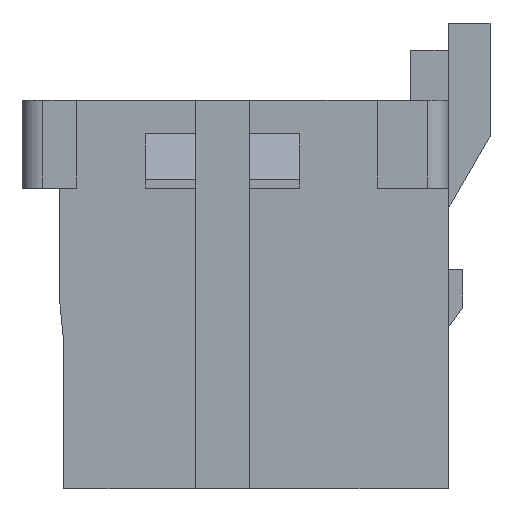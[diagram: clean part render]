
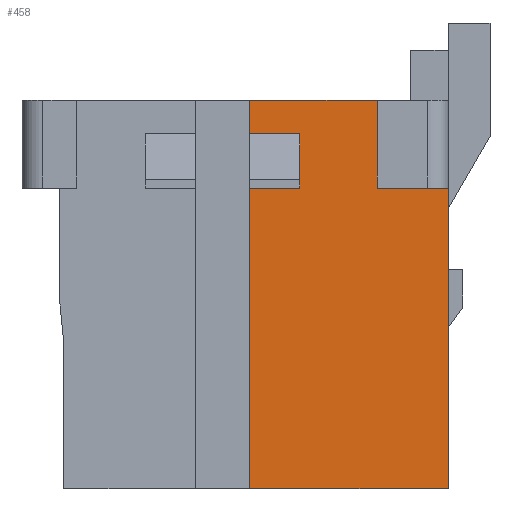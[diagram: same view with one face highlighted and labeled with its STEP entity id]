
A CAD part, left-side view. The second image highlights one B-rep face of the part: STEP entity #458.
In plain terms, the highlighted planar face has unit normal (-1, 0, 0).
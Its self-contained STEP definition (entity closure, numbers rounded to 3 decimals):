
#458 = ADVANCED_FACE( '', ( #1175 ), #1176, .F. );
#1175 = FACE_OUTER_BOUND( '', #2167, .T. );
#1176 = PLANE( '', #2168 );
#2167 = EDGE_LOOP( '', ( #3524, #3525, #3526, #3527, #3528, #3529, #3530, #3531, #3532, #3533 ) );
#2168 = AXIS2_PLACEMENT_3D( '', #3534, #3535, #3536 );
#3524 = ORIENTED_EDGE( '', *, *, #6402, .T. );
#3525 = ORIENTED_EDGE( '', *, *, #6403, .T. );
#3526 = ORIENTED_EDGE( '', *, *, #6404, .F. );
#3527 = ORIENTED_EDGE( '', *, *, #6405, .F. );
#3528 = ORIENTED_EDGE( '', *, *, #6406, .F. );
#3529 = ORIENTED_EDGE( '', *, *, #6407, .F. );
#3530 = ORIENTED_EDGE( '', *, *, #6408, .F. );
#3531 = ORIENTED_EDGE( '', *, *, #6409, .F. );
#3532 = ORIENTED_EDGE( '', *, *, #6410, .F. );
#3533 = ORIENTED_EDGE( '', *, *, #6411, .T. );
#3534 = CARTESIAN_POINT( '', ( -4.8, 0., 0. ) );
#3535 = DIRECTION( '', ( 1., 0., 0. ) );
#3536 = DIRECTION( '', ( 0., 0., -1. ) );
#6402 = EDGE_CURVE( '', #7881, #7882, #7883, .T. );
#6403 = EDGE_CURVE( '', #7882, #7884, #7885, .T. );
#6404 = EDGE_CURVE( '', #7886, #7884, #7887, .T. );
#6405 = EDGE_CURVE( '', #7888, #7886, #7889, .T. );
#6406 = EDGE_CURVE( '', #7890, #7888, #7891, .T. );
#6407 = EDGE_CURVE( '', #7892, #7890, #7893, .T. );
#6408 = EDGE_CURVE( '', #7894, #7892, #7895, .T. );
#6409 = EDGE_CURVE( '', #7896, #7894, #7897, .T. );
#6410 = EDGE_CURVE( '', #7898, #7896, #7899, .T. );
#6411 = EDGE_CURVE( '', #7898, #7881, #7900, .T. );
#7881 = VERTEX_POINT( '', #9958 );
#7882 = VERTEX_POINT( '', #9959 );
#7883 = LINE( '', #9960, #9961 );
#7884 = VERTEX_POINT( '', #9962 );
#7885 = LINE( '', #9963, #9964 );
#7886 = VERTEX_POINT( '', #9965 );
#7887 = LINE( '', #9966, #9967 );
#7888 = VERTEX_POINT( '', #9968 );
#7889 = LINE( '', #9969, #9970 );
#7890 = VERTEX_POINT( '', #9971 );
#7891 = LINE( '', #9972, #9973 );
#7892 = VERTEX_POINT( '', #9974 );
#7893 = LINE( '', #9975, #9976 );
#7894 = VERTEX_POINT( '', #9977 );
#7895 = LINE( '', #9978, #9979 );
#7896 = VERTEX_POINT( '', #9980 );
#7897 = LINE( '', #9981, #9982 );
#7898 = VERTEX_POINT( '', #9983 );
#7899 = LINE( '', #9984, #9985 );
#7900 = LINE( '', #9986, #9987 );
#9958 = CARTESIAN_POINT( '', ( -4.8, -1.55, 3.85 ) );
#9959 = CARTESIAN_POINT( '', ( -4.8, -1.55, 2.55 ) );
#9960 = CARTESIAN_POINT( '', ( -4.8, -1.55, 3.85 ) );
#9961 = VECTOR( '', #12020, 1000. );
#9962 = CARTESIAN_POINT( '', ( -4.8, -0.35, 2.55 ) );
#9963 = CARTESIAN_POINT( '', ( -4.8, -1.55, 2.55 ) );
#9964 = VECTOR( '', #12021, 1000. );
#9965 = CARTESIAN_POINT( '', ( -4.8, -0.35, -4.65 ) );
#9966 = CARTESIAN_POINT( '', ( -4.8, -0.35, -4.65 ) );
#9967 = VECTOR( '', #12022, 1000. );
#9968 = CARTESIAN_POINT( '', ( -4.8, -5.1, -4.65 ) );
#9969 = CARTESIAN_POINT( '', ( -4.8, -5.1, -4.65 ) );
#9970 = VECTOR( '', #12023, 1000. );
#9971 = CARTESIAN_POINT( '', ( -4.8, -5.1, 2.55 ) );
#9972 = CARTESIAN_POINT( '', ( -4.8, -5.1, 4.65 ) );
#9973 = VECTOR( '', #12024, 1000. );
#9974 = CARTESIAN_POINT( '', ( -4.8, -3.4, 2.55 ) );
#9975 = CARTESIAN_POINT( '', ( -4.8, -3.4, 2.55 ) );
#9976 = VECTOR( '', #12025, 1000. );
#9977 = CARTESIAN_POINT( '', ( -4.8, -3.4, 4.65 ) );
#9978 = CARTESIAN_POINT( '', ( -4.8, -3.4, 4.65 ) );
#9979 = VECTOR( '', #12026, 1000. );
#9980 = CARTESIAN_POINT( '', ( -4.8, -0.35, 4.65 ) );
#9981 = CARTESIAN_POINT( '', ( -4.8, 5.1, 4.65 ) );
#9982 = VECTOR( '', #12027, 1000. );
#9983 = CARTESIAN_POINT( '', ( -4.8, -0.35, 3.85 ) );
#9984 = CARTESIAN_POINT( '', ( -4.8, -0.35, -4.65 ) );
#9985 = VECTOR( '', #12028, 1000. );
#9986 = CARTESIAN_POINT( '', ( -4.8, -0.35, 3.85 ) );
#9987 = VECTOR( '', #12029, 1000. );
#12020 = DIRECTION( '', ( 0., 0., -1. ) );
#12021 = DIRECTION( '', ( 0., 1., 0. ) );
#12022 = DIRECTION( '', ( 0., 0., 1. ) );
#12023 = DIRECTION( '', ( 0., 1., 0. ) );
#12024 = DIRECTION( '', ( 0., 0., -1. ) );
#12025 = DIRECTION( '', ( 0., -1., 0. ) );
#12026 = DIRECTION( '', ( 0., 0., -1. ) );
#12027 = DIRECTION( '', ( 0., -1., 0. ) );
#12028 = DIRECTION( '', ( 0., 0., 1. ) );
#12029 = DIRECTION( '', ( 0., -1., 0. ) );
